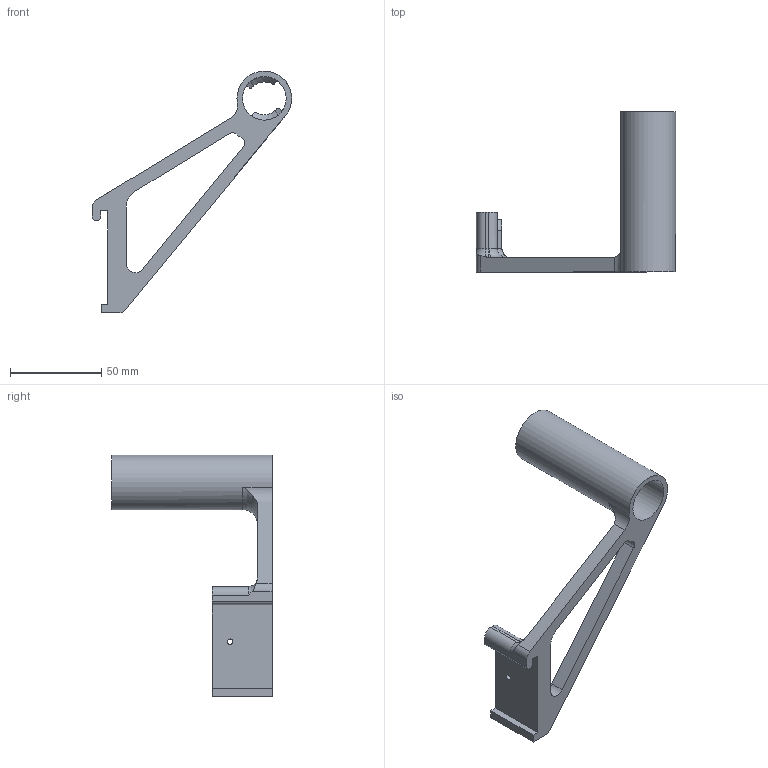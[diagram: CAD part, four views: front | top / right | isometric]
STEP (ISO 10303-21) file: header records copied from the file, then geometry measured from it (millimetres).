
FILE_DESCRIPTION(/* description */ (''),/* implementation_level */ '2;1');
FILE_NAME(/* name */ 'Filament holder.step',/* time_stamp */ '2017-03-01T20:22:29+01:00',/* author */ ('Rubén'),/* organization */ (''),/* preprocessor_version */ 'ST-DEVELOPER v15.2',/* originating_system */ 'Autodesk Inventor 2014',/* authorisation */ '');
FILE_SCHEMA (('AUTOMOTIVE_DESIGN { 1 0 10303 214 3 1 1 }'));
Length unit declared in the file: millimetre
Products named in the file (1): Filament holder
Bounding box: 109.43 x 88 x 132.91 mm (x, y, z)
Volume: 49005 mm3; surface area: 28170.7 mm2
Topology: 1 solids, 1 shells, 79 faces, 227 edges, 150 vertices
Faces by surface type: plane 38, cylinder 32, torus 5, cone 4
Full cylindrical faces by diameter (mm): 3 x1, 24 x1, 30 x1
Entity records: 2693 total; most frequent: CARTESIAN_POINT 588, ORIENTED_EDGE 442, DIRECTION 432, EDGE_CURVE 221, AXIS2_PLACEMENT_3D 149, VERTEX_POINT 147, LINE 134, VECTOR 134
